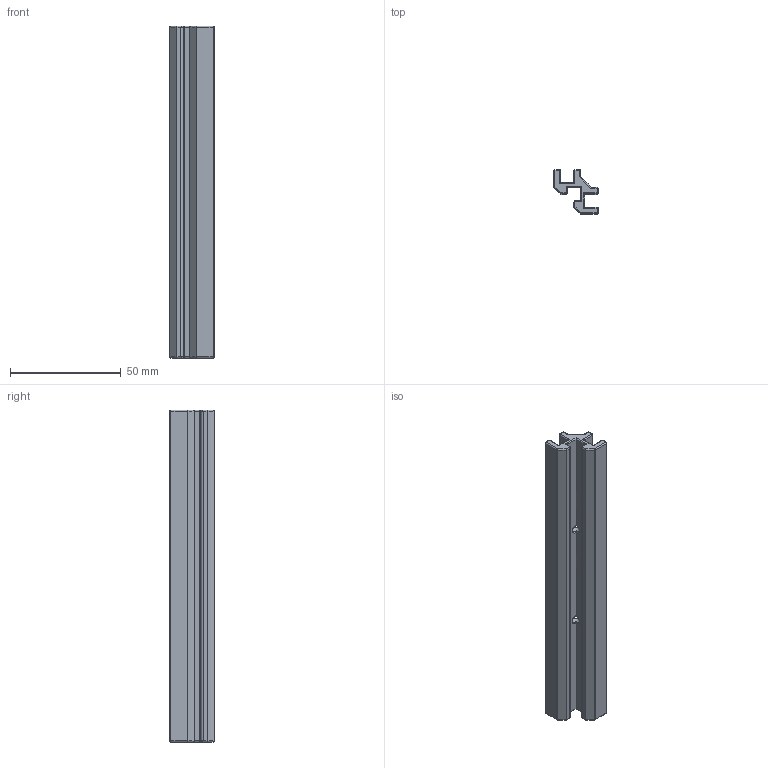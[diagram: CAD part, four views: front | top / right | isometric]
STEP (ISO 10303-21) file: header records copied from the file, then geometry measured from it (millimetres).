
FILE_DESCRIPTION(('STEP AP242'), '1');
FILE_NAME('item3dPrinterTermoboxPlankV2', '', ('UNSPECIFIED'), ('UNSPECIFIED'), 'C3D Converter', 'C3D Toolkit', '');
FILE_SCHEMA(('AP242_MANAGED_MODEL_BASED_3D_ENGINEERING_MIM_LF { 1 0 10303 442 1 1 4 }'));
Length unit declared in the file: millimetre
Bounding box: 20 x 20 x 150 mm (x, y, z)
Volume: 23691.4 mm3; surface area: 16292 mm2
Topology: 1 solids, 1 shells, 129 faces, 301 edges, 140 vertices
Faces by surface type: cylinder 64, plane 25, sphere 24, bspline 14, torus 2
Full cylindrical faces by diameter (mm): 3.2 x2
Entity records: 4716 total; most frequent: CARTESIAN_POINT 2103, DIRECTION 537, ORIENTED_EDGE 530, EDGE_CURVE 265, AXIS2_PLACEMENT_3D 202, VERTEX_POINT 140, EDGE_LOOP 135, LINE 133
